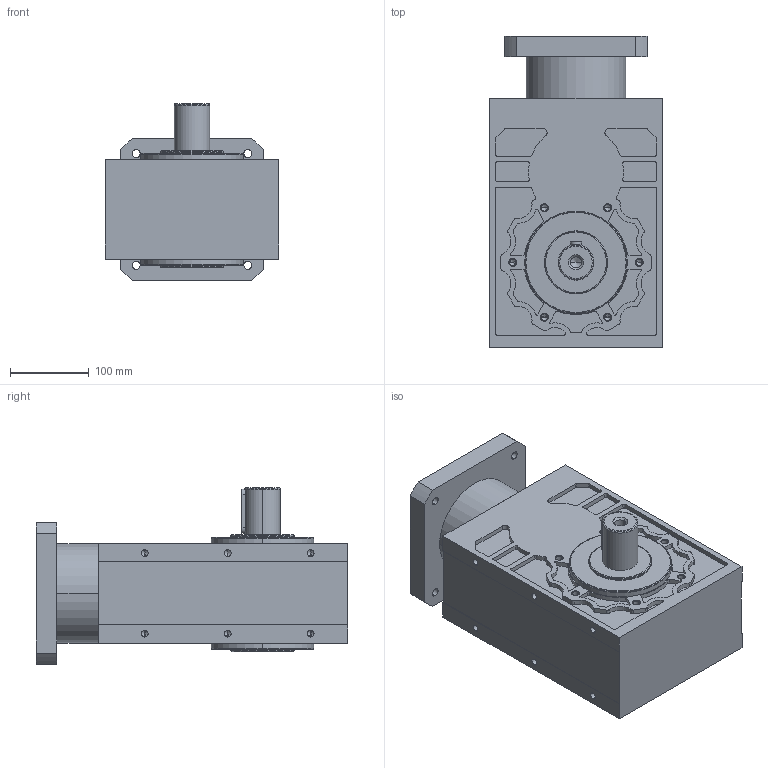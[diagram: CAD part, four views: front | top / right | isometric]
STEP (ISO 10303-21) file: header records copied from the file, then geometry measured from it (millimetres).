
FILE_DESCRIPTION((''),'2;1');
FILE_NAME('AT220-S2-180','2022-06-29T12:02:20',('Administrator'),(''),'CREO PARAMETRIC BY PTC INC, 2019010','CREO PARAMETRIC BY PTC INC, 2019010','');
FILE_SCHEMA(('CONFIG_CONTROL_DESIGN'));
Length unit declared in the file: millimetre
Products named in the file (1): AT220-S2-180
Bounding box: 220 x 394.5 x 224 mm (x, y, z)
Volume: 9908105.9 mm3; surface area: 448087.7 mm2
Topology: 1 solids, 1 shells, 548 faces, 1637 edges, 1097 vertices
Faces by surface type: cylinder 298, plane 154, cone 76, torus 20
Entity records: 18769 total; most frequent: DIRECTION 3528, CARTESIAN_POINT 3303, ORIENTED_EDGE 3174, EDGE_CURVE 1587, AXIS2_PLACEMENT_3D 1401, VERTEX_POINT 1097, CIRCLE 853, VECTOR 726
